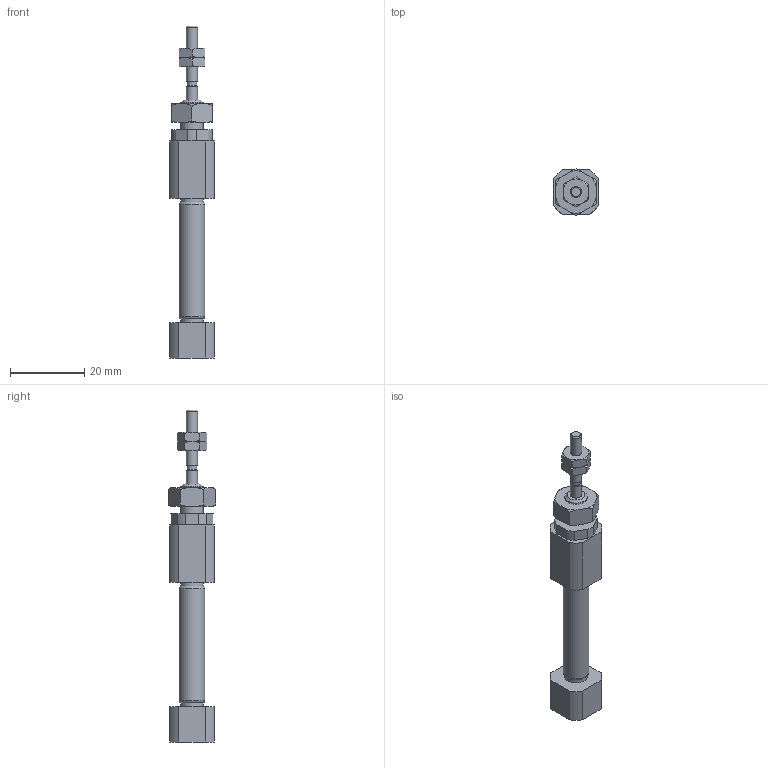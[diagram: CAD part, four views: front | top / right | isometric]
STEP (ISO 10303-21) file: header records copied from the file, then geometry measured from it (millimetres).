
FILE_DESCRIPTION( ( 'STEP AP203' ), '1' );
FILE_NAME( 'SJ6X10U(0)()(0).stp', '2021-10-12T02:04:50', ( 'License CC BY-ND 4.0' ), ( 'CADENAS' ), ' ', 'PARTsolutions', ' ' );
FILE_SCHEMA( ( 'CONFIG_CONTROL_DESIGN' ) );
Length unit declared in the file: millimetre
Products named in the file (3): SJ6X10U(0)()(0); _SJ6X10U0()_body; _SJ6X10(0_0)_rod
Assembly tree (2 placements, depth 2):
  SJ6X10U(0)()(0)
    _SJ6X10U0()_body
    _SJ6X10(0_0)_rod
Bounding box: 12 x 12.7 x 89.5 mm (x, y, z)
Volume: 5458.7 mm3; surface area: 3700.8 mm2
Topology: 2 solids, 2 shells, 127 faces, 289 edges, 180 vertices
Faces by surface type: plane 52, cone 44, cylinder 29, torus 2
Full cylindrical faces by diameter (mm): 2 x1, 2.576 x1, 3 x4, 4 x1, 4.134 x2, 5 x1, 6 x4, 7 x1
Entity records: 3650 total; most frequent: CARTESIAN_POINT 878, DIRECTION 540, ORIENTED_EDGE 524, EDGE_CURVE 262, AXIS2_PLACEMENT_3D 226, VERTEX_POINT 176, EDGE_LOOP 166, FACE_OUTER_BOUND 144
